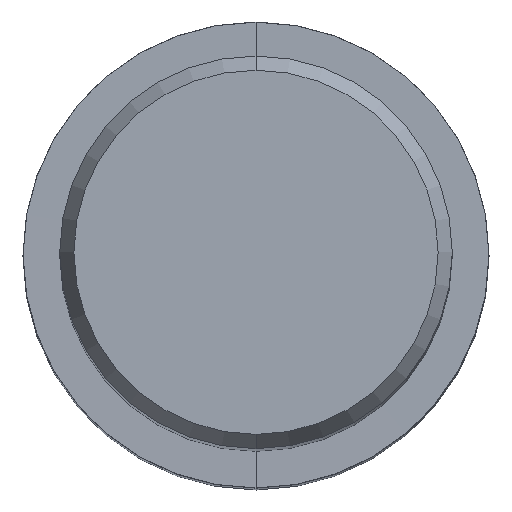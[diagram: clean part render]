
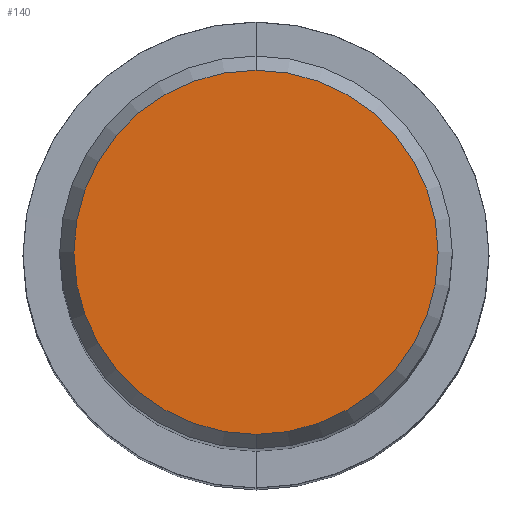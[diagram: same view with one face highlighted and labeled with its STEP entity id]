
A CAD part, top view. The second image highlights one B-rep face of the part: STEP entity #140.
In plain terms, the highlighted planar face has unit normal (0, 0, 1).
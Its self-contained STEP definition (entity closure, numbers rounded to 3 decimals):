
#102=VERTEX_POINT('',#217);
#140=ADVANCED_FACE('',(#261),#262,.T.);
#152=VERTEX_POINT('',#275);
#154=EDGE_CURVE('',#102,#152,#277,.T.);
#158=EDGE_CURVE('',#152,#102,#281,.T.);
#217=CARTESIAN_POINT('',(0.0,5.892,0.01));
#261=FACE_OUTER_BOUND('',#397,.T.);
#262=PLANE('',#398);
#275=CARTESIAN_POINT('',(0.,-5.892,0.01));
#277=CIRCLE('',#415,5.892);
#281=CIRCLE('',#422,5.892);
#397=EDGE_LOOP('',(#532,#533));
#398=AXIS2_PLACEMENT_3D('',#534,#535,#536);
#415=AXIS2_PLACEMENT_3D('',#548,#549,#550);
#422=AXIS2_PLACEMENT_3D('',#552,#553,#554);
#532=ORIENTED_EDGE('',*,*,#154,.F.);
#533=ORIENTED_EDGE('',*,*,#158,.F.);
#534=CARTESIAN_POINT('',(0.0,2.946,0.01));
#535=DIRECTION('',(-0.0,0.0,1.0));
#536=DIRECTION('',(0.0,-1.0,0.0));
#548=CARTESIAN_POINT('',(0.0,0.0,0.01));
#549=DIRECTION('',(0.0,0.0,-1.0));
#550=DIRECTION('',(0.0,1.0,0.0));
#552=CARTESIAN_POINT('',(0.0,0.0,0.01));
#553=DIRECTION('',(0.0,0.0,-1.0));
#554=DIRECTION('',(0.0,1.0,0.0));
